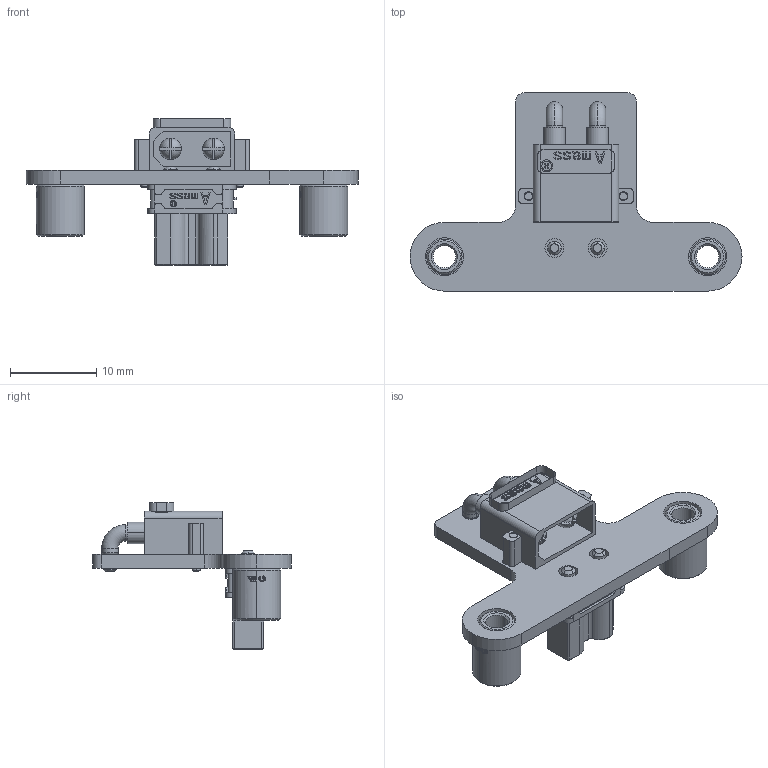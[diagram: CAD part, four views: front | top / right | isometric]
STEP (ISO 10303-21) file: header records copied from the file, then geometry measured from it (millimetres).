
FILE_DESCRIPTION(('Designed by EasyEDA Pro'),'2;1');
FILE_NAME('Open CASCADE Shape Model','2023-08-09T21:28:40',('Author'),( 'Open CASCADE'),'Open CASCADE STEP processor 7.6','Open CASCADE 7.6' ,'Unknown');
FILE_SCHEMA(('AUTOMOTIVE_DESIGN { 1 0 10303 214 1 1 1 1 }'));
Length unit declared in the file: millimetre
Products named in the file (13): PCBModel; COMPOUND; CN2; CONN-TH_XT30UPB-F; CN1; CONN-TH_XT30PW-M; SHELL; U33; SMD_SMTSO3060CTJ; SOLID; U34
Assembly tree (13 placements, depth 4):
  PCBModel
    COMPOUND
    CN2
      CONN-TH_XT30UPB-F
        COMPOUND
    CN1
      CONN-TH_XT30PW-M
        SHELL
        COMPOUND
    U33
      SMD_SMTSO3060CTJ
        SOLID
    U34
      SMD_SMTSO3060CTJ
        SOLID
Bounding box: 38.47 x 22.98 x 17 mm (x, y, z)
Volume: 1514.1 mm3; surface area: 3177 mm2
Topology: 9 solids, 10 shells, 2088 faces, 5744 edges, 3798 vertices
Faces by surface type: plane 1532, bspline 274, cylinder 210, cone 52, torus 12, sphere 8
Full cylindrical faces by diameter (mm): 1.1 x2, 1.8 x2, 2.2 x2, 4.4 x2
Entity records: 73675 total; most frequent: CARTESIAN_POINT 13072, ORIENTED_EDGE 9846, DIRECTION 8330, EDGE_CURVE 4931, LINE 3962, VECTOR 3962, VERTEX_POINT 3260, AXIS2_PLACEMENT_3D 2184
